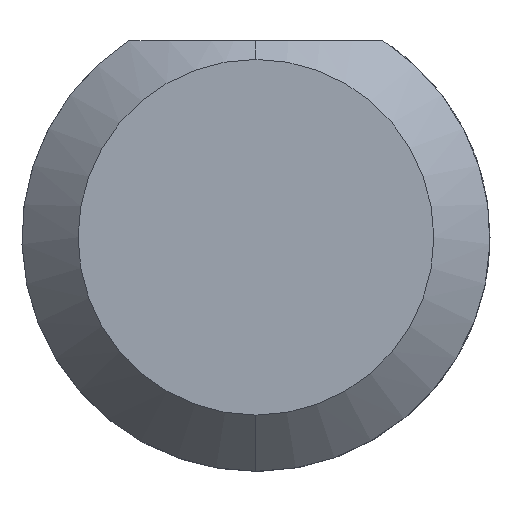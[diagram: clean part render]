
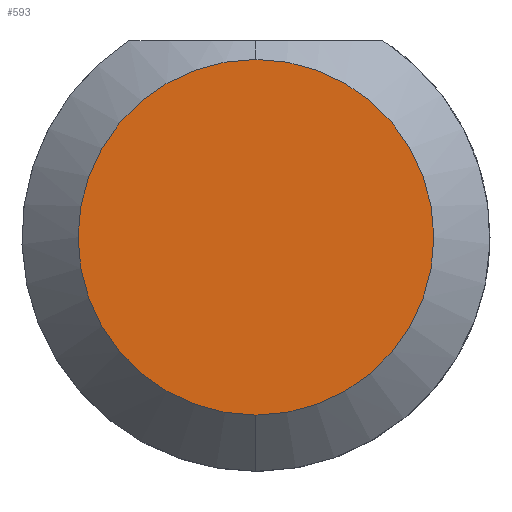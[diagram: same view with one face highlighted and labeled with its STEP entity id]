
A CAD part, left-side view. The second image highlights one B-rep face of the part: STEP entity #593.
In plain terms, the highlighted planar face has unit normal (-1, 0, 0).
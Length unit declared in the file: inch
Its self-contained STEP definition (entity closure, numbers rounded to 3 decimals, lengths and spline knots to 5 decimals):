
#59 = DIRECTION ( 'NONE',  ( 0., 0., -1. ) ) ;
#160 = FACE_OUTER_BOUND ( 'NONE', #271, .T. ) ;
#163 = EDGE_CURVE ( 'NONE', #323, #348, #329, .T. ) ;
#176 = DIRECTION ( 'NONE',  ( 0., 0., 1. ) ) ;
#181 = CARTESIAN_POINT ( 'NONE',  ( 0., 0., -0.0475 ) ) ;
#226 = PLANE ( 'NONE',  #332 ) ;
#244 = CARTESIAN_POINT ( 'NONE',  ( 0., 0., 0.0475 ) ) ;
#249 = DIRECTION ( 'NONE',  ( 0., 0., 1. ) ) ;
#257 = ORIENTED_EDGE ( 'NONE', *, *, #163, .T. ) ;
#271 = EDGE_LOOP ( 'NONE', ( #561, #257 ) ) ;
#304 = CARTESIAN_POINT ( 'NONE',  ( 0., 0., 0. ) ) ;
#323 = VERTEX_POINT ( 'NONE', #244 ) ;
#329 = CIRCLE ( 'NONE', #493, 0.0475 ) ;
#332 = AXIS2_PLACEMENT_3D ( 'NONE', #661, #658, #59 ) ;
#348 = VERTEX_POINT ( 'NONE', #181 ) ;
#383 = EDGE_CURVE ( 'NONE', #348, #323, #604, .T. ) ;
#461 = AXIS2_PLACEMENT_3D ( 'NONE', #304, #517, #249 ) ;
#493 = AXIS2_PLACEMENT_3D ( 'NONE', #502, #498, #176 ) ;
#498 = DIRECTION ( 'NONE',  ( -1., 0., 0. ) ) ;
#502 = CARTESIAN_POINT ( 'NONE',  ( 0., 0., 0. ) ) ;
#517 = DIRECTION ( 'NONE',  ( -1., 0., 0. ) ) ;
#561 = ORIENTED_EDGE ( 'NONE', *, *, #383, .T. ) ;
#593 = ADVANCED_FACE ( 'NONE', ( #160 ), #226, .F. ) ;
#604 = CIRCLE ( 'NONE', #461, 0.0475 ) ;
#658 = DIRECTION ( 'NONE',  ( 1., 0., 0. ) ) ;
#661 = CARTESIAN_POINT ( 'NONE',  ( 0., 0., 0. ) ) ;
